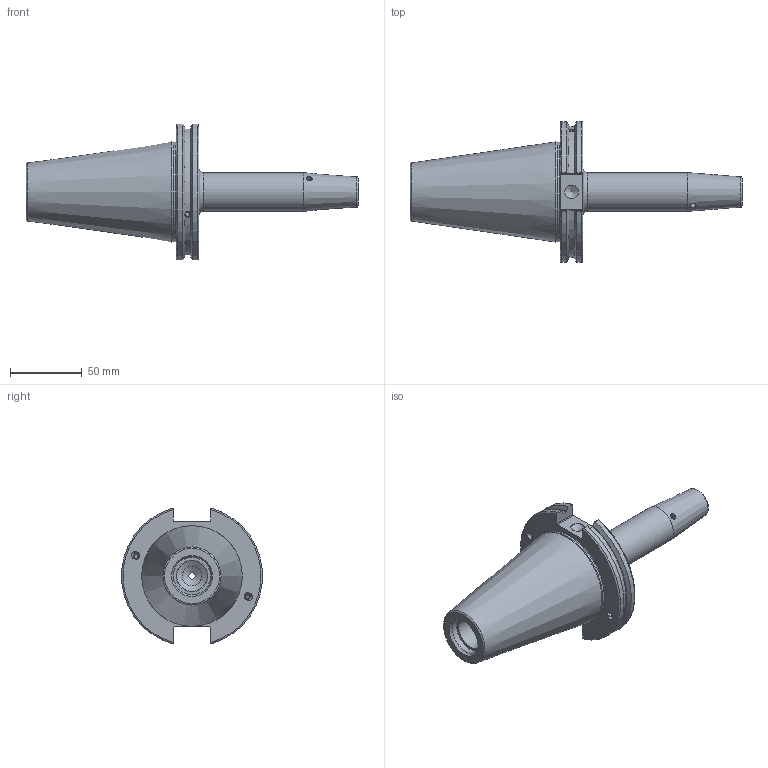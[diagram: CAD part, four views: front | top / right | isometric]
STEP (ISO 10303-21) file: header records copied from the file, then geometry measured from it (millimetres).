
FILE_DESCRIPTION(/* description */ (''),/* implementation_level */ '2;1');
FILE_NAME(/* name */ 'VL025JR.stp',/* time_stamp */ '2021-11-11T14:15:25+09:00',/* author */ ('eos'),/* organization */ (''),/* preprocessor_version */ 'ST-DEVELOPER v18.1',/* originating_system */ 'Autodesk Inventor 2022',/* authorisation */ '');
FILE_SCHEMA (('AUTOMOTIVE_DESIGN { 1 0 10303 214 3 1 1 }'));
Length unit declared in the file: millimetre
Products named in the file (1): CAT50
Bounding box: 231.6 x 98.06 x 94.69 mm (x, y, z)
Volume: 370669.3 mm3; surface area: 57715.4 mm2
Topology: 1 solids, 1 shells, 95 faces, 261 edges, 173 vertices
Faces by surface type: plane 37, cylinder 33, cone 16, torus 9
Full cylindrical faces by diameter (mm): 2.459 x2, 3 x2, 3.242 x4, 4 x1, 4.134 x2, 4.2 x2, 4.3 x1, 5 x2, 6.35 x1, 7.5 x1, 9.525 x1, 13.5 x1, 21.5 x1, 21.971 x1, 26.2 x1, 27 x1, 69.25 x1
Entity records: 3611 total; most frequent: CARTESIAN_POINT 1204, ORIENTED_EDGE 514, DIRECTION 463, EDGE_CURVE 257, AXIS2_PLACEMENT_3D 181, VERTEX_POINT 173, EDGE_LOOP 120, LINE 101
